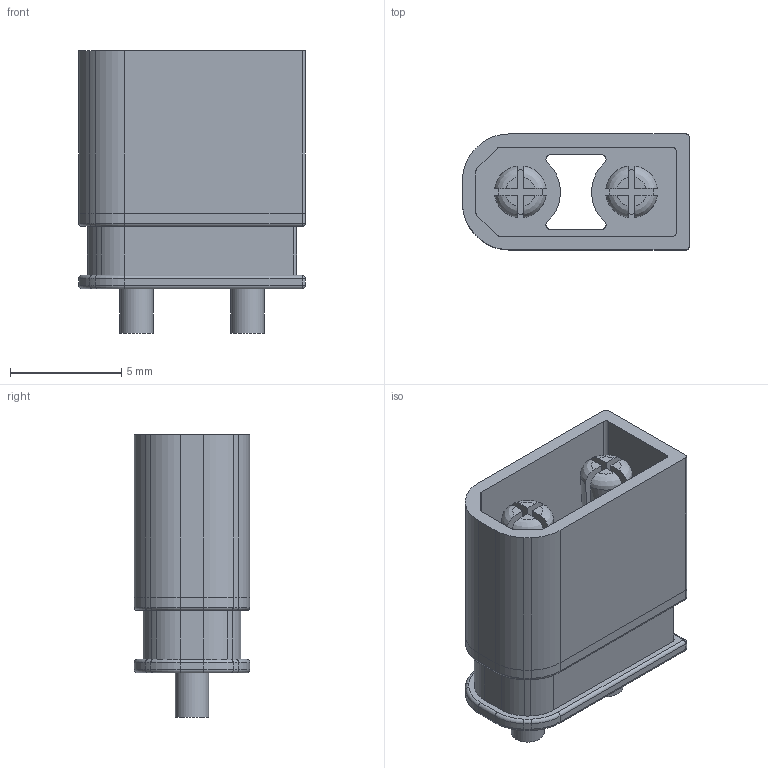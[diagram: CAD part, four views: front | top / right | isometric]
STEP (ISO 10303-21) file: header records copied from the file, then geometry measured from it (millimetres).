
FILE_DESCRIPTION(('FreeCAD Model'),'2;1');
FILE_NAME('XT30UPB-M.step','2016-10-20T10:43:01',('Author'),(''), 'Open CASCADE STEP processor 6.8','FreeCAD','Unknown');
FILE_SCHEMA(('AUTOMOTIVE_DESIGN_CC2 { 1 2 10303 214 -1 1 5 4 }'));
Length unit declared in the file: millimetre
Products named in the file (2): ASSEMBLY; XT30UPB-M
Assembly tree (1 placements, depth 2):
  ASSEMBLY
    XT30UPB-M
Bounding box: 10.2 x 5.2 x 12.7 mm (x, y, z)
Volume: 279 mm3; surface area: 865.6 mm2
Topology: 3 solids, 3 shells, 152 faces, 375 edges, 228 vertices
Faces by surface type: plane 59, cylinder 59, torus 18, bspline 10, sphere 6
Full cylindrical faces by diameter (mm): 1.5 x2, 2 x1
Entity records: 20518 total; most frequent: CARTESIAN_POINT 12405, DIRECTION 1232, ORIENTED_EDGE 738, PCURVE 738, DEFINITIONAL_REPRESENTATION 738, LINE 643, VECTOR 643, EDGE_CURVE 369
